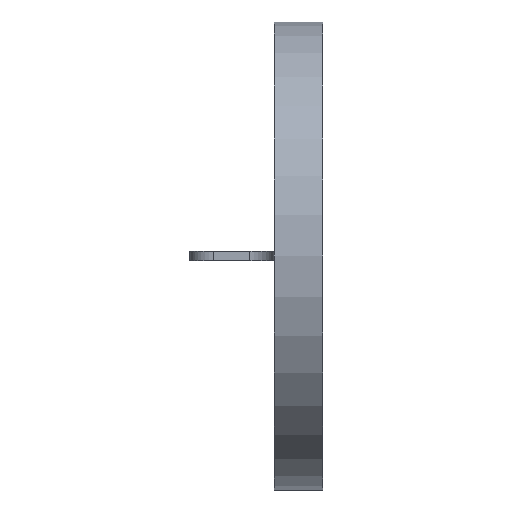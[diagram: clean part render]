
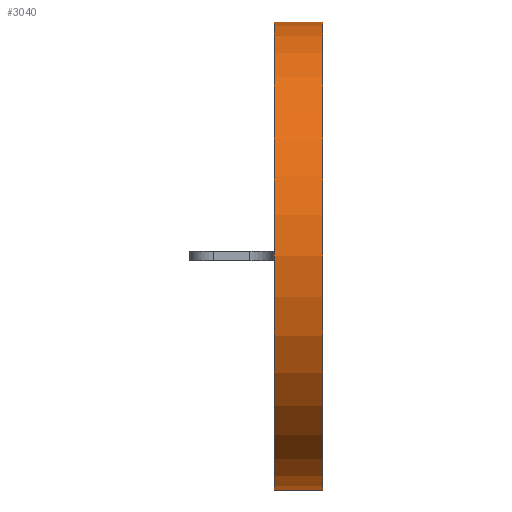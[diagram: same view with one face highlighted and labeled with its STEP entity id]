
A CAD part, left-side view. The second image highlights one B-rep face of the part: STEP entity #3040.
In plain terms, the highlighted cylindrical face has radius 96.6 mm (diameter 193.2 mm), a partial arc.
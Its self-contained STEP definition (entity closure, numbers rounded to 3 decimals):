
#15 = DIRECTION ( 'NONE',  ( 0., 1., 0. ) ) ;
#110 = DIRECTION ( 'NONE',  ( 0., 0., -1. ) ) ;
#205 = EDGE_CURVE ( 'NONE', #1559, #244, #415, .T. ) ;
#244 = VERTEX_POINT ( 'NONE', #2693 ) ;
#339 = DIRECTION ( 'NONE',  ( 0., 0., 1. ) ) ;
#349 = LINE ( 'NONE', #3248, #685 ) ;
#415 = CIRCLE ( 'NONE', #2349, 96.6 ) ;
#516 = AXIS2_PLACEMENT_3D ( 'NONE', #3409, #15, #1073 ) ;
#572 = CIRCLE ( 'NONE', #516, 96.6 ) ;
#612 = EDGE_CURVE ( 'NONE', #1559, #1026, #3191, .T. ) ;
#685 = VECTOR ( 'NONE', #2207, 1000. ) ;
#854 = VECTOR ( 'NONE', #2966, 1000. ) ;
#1026 = VERTEX_POINT ( 'NONE', #2807 ) ;
#1073 = DIRECTION ( 'NONE',  ( 0., 0., 1. ) ) ;
#1131 = CARTESIAN_POINT ( 'NONE',  ( 0., 5., 0. ) ) ;
#1361 = CARTESIAN_POINT ( 'NONE',  ( 0., 5., -96.6 ) ) ;
#1385 = CARTESIAN_POINT ( 'NONE',  ( 0., 20., 0. ) ) ;
#1418 = AXIS2_PLACEMENT_3D ( 'NONE', #1131, #2431, #110 ) ;
#1443 = DIRECTION ( 'NONE',  ( 0., 1., 0. ) ) ;
#1559 = VERTEX_POINT ( 'NONE', #1839 ) ;
#1637 = CYLINDRICAL_SURFACE ( 'NONE', #1418, 96.6 ) ;
#1789 = VERTEX_POINT ( 'NONE', #3137 ) ;
#1839 = CARTESIAN_POINT ( 'NONE',  ( 0., 20., -96.6 ) ) ;
#2075 = EDGE_LOOP ( 'NONE', ( #2556, #2572, #2363, #3212 ) ) ;
#2207 = DIRECTION ( 'NONE',  ( 0., -1., 0. ) ) ;
#2349 = AXIS2_PLACEMENT_3D ( 'NONE', #1385, #1443, #339 ) ;
#2363 = ORIENTED_EDGE ( 'NONE', *, *, #612, .T. ) ;
#2431 = DIRECTION ( 'NONE',  ( 0., -1., 0. ) ) ;
#2556 = ORIENTED_EDGE ( 'NONE', *, *, #3070, .F. ) ;
#2572 = ORIENTED_EDGE ( 'NONE', *, *, #205, .F. ) ;
#2693 = CARTESIAN_POINT ( 'NONE',  ( 0., 20., 96.6 ) ) ;
#2726 = FACE_OUTER_BOUND ( 'NONE', #2075, .T. ) ;
#2807 = CARTESIAN_POINT ( 'NONE',  ( 0., 0., -96.6 ) ) ;
#2966 = DIRECTION ( 'NONE',  ( 0., -1., 0. ) ) ;
#3040 = ADVANCED_FACE ( 'NONE', ( #2726 ), #1637, .T. ) ;
#3070 = EDGE_CURVE ( 'NONE', #244, #1789, #349, .T. ) ;
#3137 = CARTESIAN_POINT ( 'NONE',  ( 0., 0., 96.6 ) ) ;
#3191 = LINE ( 'NONE', #1361, #854 ) ;
#3212 = ORIENTED_EDGE ( 'NONE', *, *, #3299, .T. ) ;
#3248 = CARTESIAN_POINT ( 'NONE',  ( 0., 5., 96.6 ) ) ;
#3299 = EDGE_CURVE ( 'NONE', #1026, #1789, #572, .T. ) ;
#3409 = CARTESIAN_POINT ( 'NONE',  ( 0., 0., 0. ) ) ;
